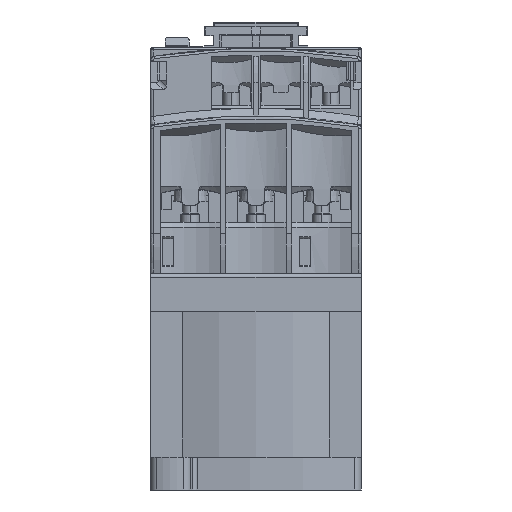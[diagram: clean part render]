
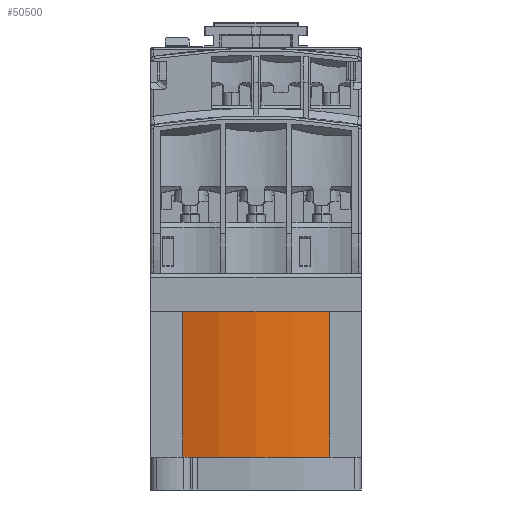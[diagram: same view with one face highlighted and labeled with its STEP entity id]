
A CAD part, front view. The second image highlights one B-rep face of the part: STEP entity #50500.
In plain terms, the highlighted cylindrical face has radius 46.5 mm (diameter 93 mm), a partial arc.
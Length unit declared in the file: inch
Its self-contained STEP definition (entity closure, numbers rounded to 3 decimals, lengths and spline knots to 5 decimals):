
#130 = CARTESIAN_POINT ( 'NONE',  ( 0., 0.5315, -0.15748 ) ) ;
#1135 = LINE ( 'NONE', #53280, #20781 ) ;
#1865 = DIRECTION ( 'NONE',  ( 0., 0., -1. ) ) ;
#7629 = EDGE_LOOP ( 'NONE', ( #23942, #80021, #25544, #93688 ) ) ;
#11671 = CIRCLE ( 'NONE', #14725, 1.83071 ) ;
#14725 = AXIS2_PLACEMENT_3D ( 'NONE', #94799, #67975, #54004 ) ;
#15096 = DIRECTION ( 'NONE',  ( -1., 0., 0. ) ) ;
#15409 = CARTESIAN_POINT ( 'NONE',  ( 0.61474, -1.19291, -0.15748 ) ) ;
#20781 = VECTOR ( 'NONE', #83635, 39.37008 ) ;
#21371 = CYLINDRICAL_SURFACE ( 'NONE', #71116, 1.83071 ) ;
#23942 = ORIENTED_EDGE ( 'NONE', *, *, #79576, .T. ) ;
#25544 = ORIENTED_EDGE ( 'NONE', *, *, #52654, .F. ) ;
#26068 = CARTESIAN_POINT ( 'NONE',  ( 0.61474, -1.19291, -1.37795 ) ) ;
#29370 = VECTOR ( 'NONE', #1865, 39.37008 ) ;
#34926 = EDGE_CURVE ( 'NONE', #80843, #89077, #89671, .T. ) ;
#36345 = CARTESIAN_POINT ( 'NONE',  ( 0., 0.5315, -0.15748 ) ) ;
#38558 = CARTESIAN_POINT ( 'NONE',  ( -0.61474, -1.19291, -0.15748 ) ) ;
#42642 = CIRCLE ( 'NONE', #73482, 1.83071 ) ;
#50500 = ADVANCED_FACE ( 'NONE', ( #59471 ), #21371, .T. ) ;
#52478 = CARTESIAN_POINT ( 'NONE',  ( 0.61474, -1.19291, -0.15748 ) ) ;
#52654 = EDGE_CURVE ( 'NONE', #81654, #80843, #42642, .T. ) ;
#52734 = DIRECTION ( 'NONE',  ( 0., 0., 1. ) ) ;
#52741 = VERTEX_POINT ( 'NONE', #58055 ) ;
#53280 = CARTESIAN_POINT ( 'NONE',  ( -0.61474, -1.19291, -0.15748 ) ) ;
#54004 = DIRECTION ( 'NONE',  ( 1., 0., 0. ) ) ;
#58055 = CARTESIAN_POINT ( 'NONE',  ( -0.61474, -1.19291, -1.37795 ) ) ;
#59471 = FACE_OUTER_BOUND ( 'NONE', #7629, .T. ) ;
#67975 = DIRECTION ( 'NONE',  ( 0., 0., 1. ) ) ;
#71116 = AXIS2_PLACEMENT_3D ( 'NONE', #36345, #72515, #15096 ) ;
#72515 = DIRECTION ( 'NONE',  ( 0., 0., -1. ) ) ;
#73482 = AXIS2_PLACEMENT_3D ( 'NONE', #130, #52734, #74412 ) ;
#74412 = DIRECTION ( 'NONE',  ( 1., 0., 0. ) ) ;
#79576 = EDGE_CURVE ( 'NONE', #52741, #89077, #11671, .T. ) ;
#80021 = ORIENTED_EDGE ( 'NONE', *, *, #34926, .F. ) ;
#80843 = VERTEX_POINT ( 'NONE', #52478 ) ;
#81654 = VERTEX_POINT ( 'NONE', #38558 ) ;
#83635 = DIRECTION ( 'NONE',  ( 0., 0., -1. ) ) ;
#87050 = EDGE_CURVE ( 'NONE', #81654, #52741, #1135, .T. ) ;
#89077 = VERTEX_POINT ( 'NONE', #26068 ) ;
#89671 = LINE ( 'NONE', #15409, #29370 ) ;
#93688 = ORIENTED_EDGE ( 'NONE', *, *, #87050, .T. ) ;
#94799 = CARTESIAN_POINT ( 'NONE',  ( 0., 0.5315, -1.37795 ) ) ;
